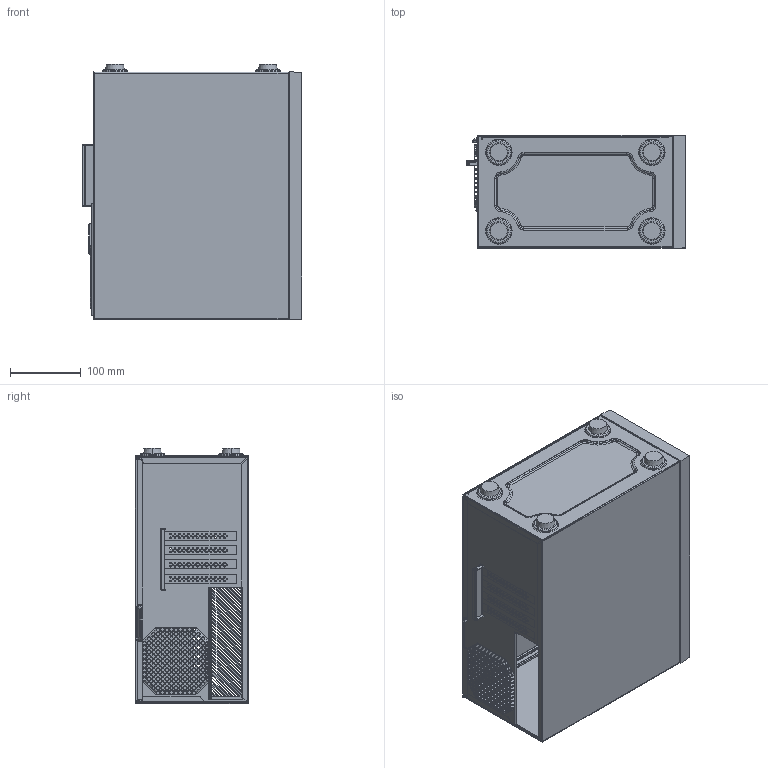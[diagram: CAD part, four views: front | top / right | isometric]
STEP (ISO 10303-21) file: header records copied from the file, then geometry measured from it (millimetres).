
FILE_DESCRIPTION (( 'STEP AP203' ), '1' );
FILE_NAME ('PCAssembly.STEP', '2024-06-05T19:25:31', ( '' ), ( '' ), 'SwSTEP 2.0', 'SolidWorks 2024', '' );
FILE_SCHEMA (( 'CONFIG_CONTROL_DESIGN' ));
Length unit declared in the file: inch
Products named in the file (6): PC Front Cover; PC Case; PC Cover; PCAssembly; PC Rear Cover Door; PC Rear Cover
Assembly tree (5 placements, depth 2):
  PCAssembly
    PC Case
    PC Cover
    PC Rear Cover
    PC Rear Cover Door
    PC Front Cover
Bounding box: 310.11 x 159.94 x 360.62 mm (x, y, z)
Volume: 464542.2 mm3; surface area: 989764.9 mm2
Topology: 5 solids, 5 shells, 2181 faces, 6325 edges, 4083 vertices
Faces by surface type: cylinder 1069, plane 1010, torus 68, bspline 14, sphere 12, cone 8
Entity records: 80957 total; most frequent: CARTESIAN_POINT 20136, ORIENTED_EDGE 12650, DIRECTION 12222, EDGE_CURVE 6325, AXIS2_PLACEMENT_3D 4211, VERTEX_POINT 4083, VECTOR 3800, LINE 3800
